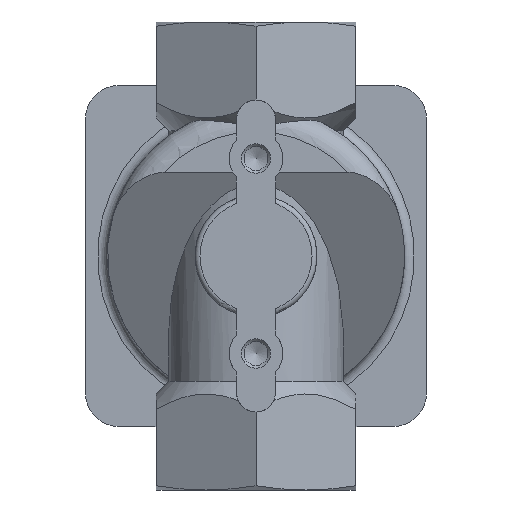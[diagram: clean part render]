
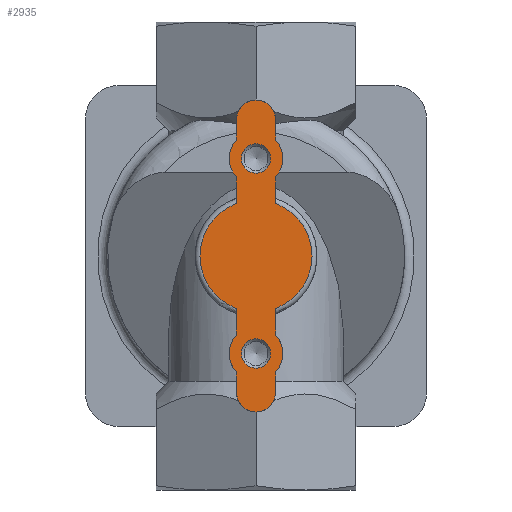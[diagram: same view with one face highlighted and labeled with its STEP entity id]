
A CAD part, front view. The second image highlights one B-rep face of the part: STEP entity #2935.
In plain terms, the highlighted planar face has unit normal (0, -1, 0).
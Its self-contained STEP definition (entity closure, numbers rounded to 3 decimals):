
#113=CIRCLE('',#3176,5.5);
#114=CIRCLE('',#3178,5.5);
#115=CIRCLE('',#3181,5.5);
#116=CIRCLE('',#3183,5.5);
#117=CIRCLE('',#3186,4.);
#118=CIRCLE('',#3188,4.);
#119=CIRCLE('',#3192,3.);
#120=CIRCLE('',#3193,3.);
#121=CIRCLE('',#3194,11.5);
#122=CIRCLE('',#3195,11.5);
#733=ORIENTED_EDGE('',*,*,#1460,.T.);
#734=ORIENTED_EDGE('',*,*,#1461,.T.);
#735=ORIENTED_EDGE('',*,*,#1459,.F.);
#736=ORIENTED_EDGE('',*,*,#1462,.F.);
#737=ORIENTED_EDGE('',*,*,#1302,.F.);
#738=ORIENTED_EDGE('',*,*,#1446,.F.);
#739=ORIENTED_EDGE('',*,*,#1444,.F.);
#740=ORIENTED_EDGE('',*,*,#1453,.F.);
#741=ORIENTED_EDGE('',*,*,#1451,.F.);
#742=ORIENTED_EDGE('',*,*,#1449,.F.);
#743=ORIENTED_EDGE('',*,*,#1456,.F.);
#744=ORIENTED_EDGE('',*,*,#1463,.F.);
#745=ORIENTED_EDGE('',*,*,#1297,.F.);
#746=ORIENTED_EDGE('',*,*,#1442,.F.);
#747=ORIENTED_EDGE('',*,*,#1435,.F.);
#748=ORIENTED_EDGE('',*,*,#1452,.F.);
#749=ORIENTED_EDGE('',*,*,#1439,.F.);
#750=ORIENTED_EDGE('',*,*,#1441,.F.);
#1297=EDGE_CURVE('',#1731,#1732,#2016,.T.);
#1302=EDGE_CURVE('',#1735,#1736,#2020,.T.);
#1435=EDGE_CURVE('',#1821,#1822,#2050,.T.);
#1439=EDGE_CURVE('',#1824,#1823,#2054,.T.);
#1441=EDGE_CURVE('',#1825,#1824,#113,.T.);
#1442=EDGE_CURVE('',#1822,#1731,#114,.T.);
#1444=EDGE_CURVE('',#1826,#1827,#2057,.T.);
#1446=EDGE_CURVE('',#1827,#1735,#115,.T.);
#1449=EDGE_CURVE('',#1829,#1828,#116,.T.);
#1451=EDGE_CURVE('',#1828,#1830,#2062,.T.);
#1452=EDGE_CURVE('',#1823,#1821,#117,.T.);
#1453=EDGE_CURVE('',#1830,#1826,#118,.T.);
#1456=EDGE_CURVE('',#1832,#1829,#2064,.T.);
#1459=EDGE_CURVE('',#1834,#1825,#2066,.T.);
#1460=EDGE_CURVE('',#1835,#1835,#119,.T.);
#1461=EDGE_CURVE('',#1836,#1836,#120,.T.);
#1462=EDGE_CURVE('',#1736,#1834,#121,.T.);
#1463=EDGE_CURVE('',#1732,#1832,#122,.T.);
#1731=VERTEX_POINT('',#4345);
#1732=VERTEX_POINT('',#4346);
#1735=VERTEX_POINT('',#4359);
#1736=VERTEX_POINT('',#4360);
#1821=VERTEX_POINT('',#4889);
#1822=VERTEX_POINT('',#4891);
#1823=VERTEX_POINT('',#4895);
#1824=VERTEX_POINT('',#4897);
#1825=VERTEX_POINT('',#4901);
#1826=VERTEX_POINT('',#4907);
#1827=VERTEX_POINT('',#4909);
#1828=VERTEX_POINT('',#4915);
#1829=VERTEX_POINT('',#4917);
#1830=VERTEX_POINT('',#4921);
#1832=VERTEX_POINT('',#4935);
#1834=VERTEX_POINT('',#4945);
#1835=VERTEX_POINT('',#4949);
#1836=VERTEX_POINT('',#4951);
#2016=LINE('',#4344,#2177);
#2020=LINE('',#4358,#2181);
#2050=LINE('',#4890,#2211);
#2054=LINE('',#4898,#2215);
#2057=LINE('',#4908,#2218);
#2062=LINE('',#4922,#2223);
#2064=LINE('',#4936,#2225);
#2066=LINE('',#4946,#2227);
#2177=VECTOR('',#3452,1000.);
#2181=VECTOR('',#3458,1000.);
#2211=VECTOR('',#3646,1000.);
#2215=VECTOR('',#3652,1000.);
#2218=VECTOR('',#3665,1000.);
#2223=VECTOR('',#3680,1000.);
#2225=VECTOR('',#3692,1000.);
#2227=VECTOR('',#3696,1000.);
#2388=EDGE_LOOP('',(#733));
#2389=EDGE_LOOP('',(#734));
#2390=EDGE_LOOP('',(#735,#736,#737,#738,#739,#740,#741,#742,#743,#744,#745,
#746,#747,#748,#749,#750));
#2621=FACE_BOUND('',#2388,.T.);
#2622=FACE_BOUND('',#2389,.T.);
#2623=FACE_BOUND('',#2390,.T.);
#2822=PLANE('',#3191);
#2935=ADVANCED_FACE('',(#2621,#2622,#2623),#2822,.F.);
#3176=AXIS2_PLACEMENT_3D('',#4902,#3656,#3657);
#3178=AXIS2_PLACEMENT_3D('',#4904,#3660,#3661);
#3181=AXIS2_PLACEMENT_3D('',#4912,#3669,#3670);
#3183=AXIS2_PLACEMENT_3D('',#4918,#3675,#3676);
#3186=AXIS2_PLACEMENT_3D('',#4924,#3683,#3684);
#3188=AXIS2_PLACEMENT_3D('',#4926,#3687,#3688);
#3191=AXIS2_PLACEMENT_3D('',#4947,#3697,#3698);
#3192=AXIS2_PLACEMENT_3D('',#4948,#3699,#3700);
#3193=AXIS2_PLACEMENT_3D('',#4950,#3701,#3702);
#3194=AXIS2_PLACEMENT_3D('',#4952,#3703,#3704);
#3195=AXIS2_PLACEMENT_3D('',#4953,#3705,#3706);
#3452=DIRECTION('',(0.,0.,1.));
#3458=DIRECTION('',(0.,0.,-1.));
#3646=DIRECTION('',(0.,0.,1.));
#3652=DIRECTION('',(0.,0.,-1.));
#3656=DIRECTION('',(0.,1.,0.));
#3657=DIRECTION('',(1.,0.,0.));
#3660=DIRECTION('',(0.,1.,0.));
#3661=DIRECTION('',(1.,0.,0.));
#3665=DIRECTION('',(0.,0.,-1.));
#3669=DIRECTION('',(0.,1.,0.));
#3670=DIRECTION('',(1.,0.,0.));
#3675=DIRECTION('',(0.,1.,0.));
#3676=DIRECTION('',(1.,0.,0.));
#3680=DIRECTION('',(0.,0.,1.));
#3683=DIRECTION('',(0.,1.,0.));
#3684=DIRECTION('',(1.,0.,0.));
#3687=DIRECTION('',(0.,1.,0.));
#3688=DIRECTION('',(1.,0.,0.));
#3692=DIRECTION('',(0.,0.,1.));
#3696=DIRECTION('',(0.,0.,-1.));
#3697=DIRECTION('',(0.,1.,0.));
#3698=DIRECTION('',(0.,0.,1.));
#3699=DIRECTION('',(0.,1.,0.));
#3700=DIRECTION('',(0.,0.,1.));
#3701=DIRECTION('',(0.,1.,0.));
#3702=DIRECTION('',(0.,0.,1.));
#3703=DIRECTION('',(0.,1.,0.));
#3704=DIRECTION('',(0.,0.,1.));
#3705=DIRECTION('',(0.,1.,0.));
#3706=DIRECTION('',(0.,0.,1.));
#4344=CARTESIAN_POINT('',(-4.,-24.2,31.775));
#4345=CARTESIAN_POINT('',(-4.,-24.2,31.775));
#4346=CARTESIAN_POINT('',(-4.,-24.2,37.218));
#4358=CARTESIAN_POINT('',(4.,-24.2,64.225));
#4359=CARTESIAN_POINT('',(4.,-24.2,64.225));
#4360=CARTESIAN_POINT('',(4.,-24.2,58.782));
#4889=CARTESIAN_POINT('',(-4.,-24.2,20.));
#4890=CARTESIAN_POINT('',(-4.,-24.2,20.));
#4891=CARTESIAN_POINT('',(-4.,-24.2,24.225));
#4895=CARTESIAN_POINT('',(4.,-24.2,20.));
#4897=CARTESIAN_POINT('',(4.,-24.2,24.225));
#4898=CARTESIAN_POINT('',(4.,-24.2,24.225));
#4901=CARTESIAN_POINT('',(4.,-24.2,31.775));
#4902=CARTESIAN_POINT('',(0.,-24.2,28.));
#4904=CARTESIAN_POINT('',(0.,-24.2,28.));
#4907=CARTESIAN_POINT('',(4.,-24.2,76.));
#4908=CARTESIAN_POINT('',(4.,-24.2,76.));
#4909=CARTESIAN_POINT('',(4.,-24.2,71.775));
#4912=CARTESIAN_POINT('',(0.,-24.2,68.));
#4915=CARTESIAN_POINT('',(-4.,-24.2,71.775));
#4917=CARTESIAN_POINT('',(-4.,-24.2,64.225));
#4918=CARTESIAN_POINT('',(0.,-24.2,68.));
#4921=CARTESIAN_POINT('',(-4.,-24.2,76.));
#4922=CARTESIAN_POINT('',(-4.,-24.2,71.775));
#4924=CARTESIAN_POINT('',(0.,-24.2,20.));
#4926=CARTESIAN_POINT('',(0.,-24.2,76.));
#4935=CARTESIAN_POINT('',(-4.,-24.2,58.782));
#4936=CARTESIAN_POINT('',(-4.,-24.2,31.775));
#4945=CARTESIAN_POINT('',(4.,-24.2,37.218));
#4946=CARTESIAN_POINT('',(4.,-24.2,64.225));
#4947=CARTESIAN_POINT('',(0.,-24.2,68.));
#4948=CARTESIAN_POINT('',(0.,-24.2,68.));
#4949=CARTESIAN_POINT('',(0.,-24.2,71.));
#4950=CARTESIAN_POINT('',(0.,-24.2,28.));
#4951=CARTESIAN_POINT('',(0.,-24.2,31.));
#4952=CARTESIAN_POINT('',(0.,-24.2,48.));
#4953=CARTESIAN_POINT('',(0.,-24.2,48.));
